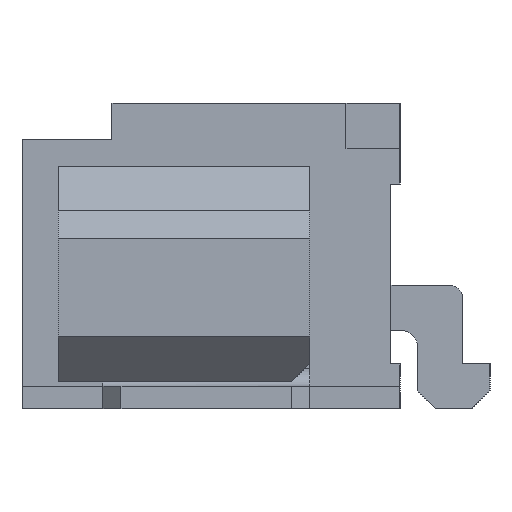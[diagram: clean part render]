
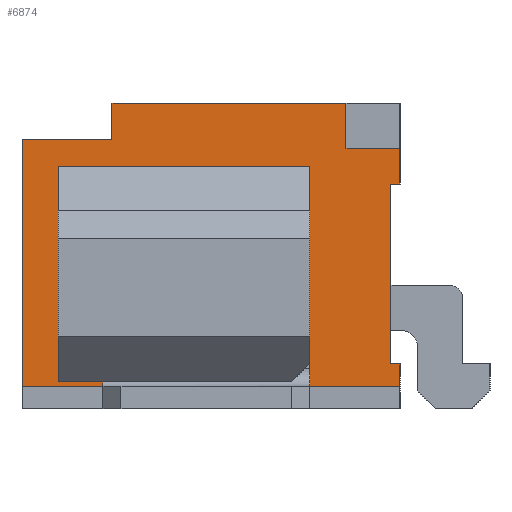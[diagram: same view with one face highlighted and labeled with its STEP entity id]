
A CAD part, left-side view. The second image highlights one B-rep face of the part: STEP entity #6874.
In plain terms, the highlighted planar face has unit normal (-1, 0, 0).
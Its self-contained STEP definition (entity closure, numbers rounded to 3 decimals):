
#69=DIRECTION('',(0.,0.,1.));
#70=VECTOR('',#69,0.25);
#71=CARTESIAN_POINT('',(-8.375,-2.1,-1.45));
#72=LINE('',#71,#70);
#237=DIRECTION('',(0.,0.,1.));
#238=VECTOR('',#237,0.4);
#239=CARTESIAN_POINT('',(-8.375,-2.1,0.8));
#240=LINE('',#239,#238);
#241=DIRECTION('',(0.,0.,1.));
#242=VECTOR('',#241,2.4);
#243=CARTESIAN_POINT('',(-8.375,-1.1,-1.4));
#244=LINE('',#243,#242);
#245=DIRECTION('',(0.,-1.,0.));
#246=VECTOR('',#245,2.8);
#247=CARTESIAN_POINT('',(-8.375,1.7,1.));
#248=LINE('',#247,#246);
#249=DIRECTION('',(0.,0.,1.));
#250=VECTOR('',#249,2.4);
#251=CARTESIAN_POINT('',(-8.375,1.7,-1.4));
#252=LINE('',#251,#250);
#253=DIRECTION('',(0.,-1.,0.));
#254=VECTOR('',#253,2.8);
#255=CARTESIAN_POINT('',(-8.375,1.7,-1.4));
#256=LINE('',#255,#254);
#257=DIRECTION('',(0.,1.,0.));
#258=VECTOR('',#257,0.6);
#259=CARTESIAN_POINT('',(-8.375,-2.1,1.2));
#260=LINE('',#259,#258);
#261=DIRECTION('',(0.,1.,0.));
#262=VECTOR('',#261,0.1);
#263=CARTESIAN_POINT('',(-8.375,-2.1,0.8));
#264=LINE('',#263,#262);
#265=DIRECTION('',(0.,0.,1.));
#266=VECTOR('',#265,2.);
#267=CARTESIAN_POINT('',(-8.375,-2.,-1.2));
#268=LINE('',#267,#266);
#269=DIRECTION('',(0.,1.,0.));
#270=VECTOR('',#269,0.1);
#271=CARTESIAN_POINT('',(-8.375,-2.1,-1.2));
#272=LINE('',#271,#270);
#273=DIRECTION('',(0.,-1.,0.));
#274=VECTOR('',#273,4.2);
#275=CARTESIAN_POINT('',(-8.375,2.1,-1.45));
#276=LINE('',#275,#274);
#277=DIRECTION('',(0.,0.,1.));
#278=VECTOR('',#277,2.75);
#279=CARTESIAN_POINT('',(-8.375,2.1,-1.45));
#280=LINE('',#279,#278);
#281=DIRECTION('',(0.,-1.,0.));
#282=VECTOR('',#281,1.);
#283=CARTESIAN_POINT('',(-8.375,2.1,1.3));
#284=LINE('',#283,#282);
#285=DIRECTION('',(0.,0.,-1.));
#286=VECTOR('',#285,0.4);
#287=CARTESIAN_POINT('',(-8.375,1.1,1.7));
#288=LINE('',#287,#286);
#289=DIRECTION('',(0.,0.,-1.));
#290=VECTOR('',#289,0.5);
#291=CARTESIAN_POINT('',(-8.375,-1.5,1.7));
#292=LINE('',#291,#290);
#1113=DIRECTION('',(0.,-1.,0.));
#1114=VECTOR('',#1113,2.6);
#1115=CARTESIAN_POINT('',(-8.375,1.1,1.7));
#1116=LINE('',#1115,#1114);
#5053=CARTESIAN_POINT('',(-8.375,1.1,1.7));
#5055=VERTEX_POINT('',#5053);
#5065=CARTESIAN_POINT('',(-8.375,2.1,1.3));
#5066=CARTESIAN_POINT('',(-8.375,1.1,1.3));
#5067=VERTEX_POINT('',#5065);
#5068=VERTEX_POINT('',#5066);
#5113=CARTESIAN_POINT('',(-8.375,-1.1,-1.4));
#5114=CARTESIAN_POINT('',(-8.375,-1.1,1.));
#5115=VERTEX_POINT('',#5113);
#5116=VERTEX_POINT('',#5114);
#5117=CARTESIAN_POINT('',(-8.375,1.7,1.));
#5118=VERTEX_POINT('',#5117);
#5119=CARTESIAN_POINT('',(-8.375,1.7,-1.4));
#5120=VERTEX_POINT('',#5119);
#5299=CARTESIAN_POINT('',(-8.375,-2.1,-1.2));
#5300=CARTESIAN_POINT('',(-8.375,-2.,-1.2));
#5301=VERTEX_POINT('',#5299);
#5302=VERTEX_POINT('',#5300);
#5303=CARTESIAN_POINT('',(-8.375,-2.,0.8));
#5304=VERTEX_POINT('',#5303);
#5305=CARTESIAN_POINT('',(-8.375,-2.1,0.8));
#5306=VERTEX_POINT('',#5305);
#5405=CARTESIAN_POINT('',(-8.375,-1.5,1.7));
#5406=VERTEX_POINT('',#5405);
#5407=CARTESIAN_POINT('',(-8.375,-2.1,1.2));
#5408=CARTESIAN_POINT('',(-8.375,-1.5,1.2));
#5409=VERTEX_POINT('',#5407);
#5410=VERTEX_POINT('',#5408);
#5783=CARTESIAN_POINT('',(-8.375,2.1,-1.45));
#5784=CARTESIAN_POINT('',(-8.375,-2.1,-1.45));
#5785=VERTEX_POINT('',#5783);
#5786=VERTEX_POINT('',#5784);
#6836=CARTESIAN_POINT('',(-8.375,2.1,-1.7));
#6837=DIRECTION('',(-1.,0.,0.));
#6838=DIRECTION('',(0.,-1.,0.));
#6839=AXIS2_PLACEMENT_3D('',#6836,#6837,#6838);
#6840=PLANE('',#6839);
#6842=ORIENTED_EDGE('',*,*,#6841,.F.);
#6843=ORIENTED_EDGE('',*,*,#6816,.F.);
#6845=ORIENTED_EDGE('',*,*,#6844,.T.);
#6847=ORIENTED_EDGE('',*,*,#6846,.F.);
#6848=ORIENTED_EDGE('',*,*,#6826,.F.);
#6849=ORIENTED_EDGE('',*,*,#6696,.F.);
#6851=ORIENTED_EDGE('',*,*,#6850,.F.);
#6853=ORIENTED_EDGE('',*,*,#6852,.T.);
#6855=ORIENTED_EDGE('',*,*,#6854,.T.);
#6857=ORIENTED_EDGE('',*,*,#6856,.F.);
#6859=ORIENTED_EDGE('',*,*,#6858,.T.);
#6861=ORIENTED_EDGE('',*,*,#6860,.T.);
#6862=EDGE_LOOP('',(#6842,#6843,#6845,#6847,#6848,#6849,#6851,#6853,#6855,#6857,
#6859,#6861));
#6863=FACE_OUTER_BOUND('',#6862,.F.);
#6865=ORIENTED_EDGE('',*,*,#6864,.T.);
#6867=ORIENTED_EDGE('',*,*,#6866,.F.);
#6869=ORIENTED_EDGE('',*,*,#6868,.F.);
#6871=ORIENTED_EDGE('',*,*,#6870,.T.);
#6872=EDGE_LOOP('',(#6865,#6867,#6869,#6871));
#6873=FACE_BOUND('',#6872,.F.);
#6874=ADVANCED_FACE('',(#6863,#6873),#6840,.T.);
#6696=EDGE_CURVE('',#5786,#5301,#72,.T.);
#6816=EDGE_CURVE('',#5306,#5409,#240,.T.);
#6826=EDGE_CURVE('',#5301,#5302,#272,.T.);
#6841=EDGE_CURVE('',#5409,#5410,#260,.T.);
#6844=EDGE_CURVE('',#5306,#5304,#264,.T.);
#6846=EDGE_CURVE('',#5302,#5304,#268,.T.);
#6850=EDGE_CURVE('',#5785,#5786,#276,.T.);
#6852=EDGE_CURVE('',#5785,#5067,#280,.T.);
#6854=EDGE_CURVE('',#5067,#5068,#284,.T.);
#6856=EDGE_CURVE('',#5055,#5068,#288,.T.);
#6858=EDGE_CURVE('',#5055,#5406,#1116,.T.);
#6860=EDGE_CURVE('',#5406,#5410,#292,.T.);
#6864=EDGE_CURVE('',#5115,#5116,#244,.T.);
#6866=EDGE_CURVE('',#5118,#5116,#248,.T.);
#6868=EDGE_CURVE('',#5120,#5118,#252,.T.);
#6870=EDGE_CURVE('',#5120,#5115,#256,.T.);
